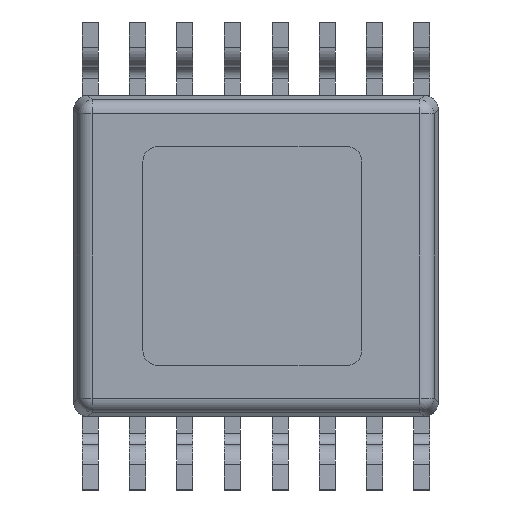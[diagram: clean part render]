
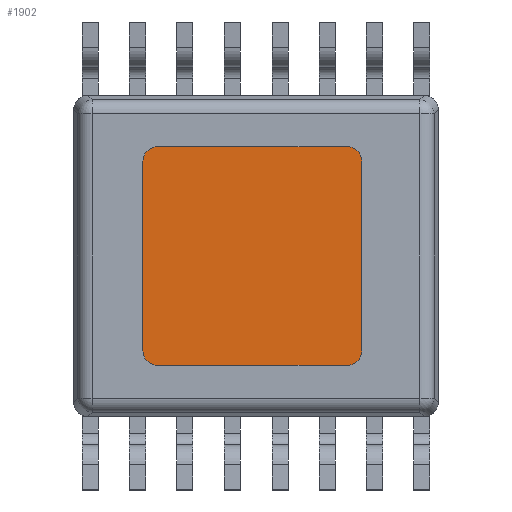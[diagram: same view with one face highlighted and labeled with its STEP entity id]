
A CAD part, front view. The second image highlights one B-rep face of the part: STEP entity #1902.
In plain terms, the highlighted planar face has unit normal (0, -1, 0).
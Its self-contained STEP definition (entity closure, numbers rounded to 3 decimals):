
#846=CARTESIAN_POINT('',(1.25,-0.494,-1.3));
#847=DIRECTION('',(0.,-1.,0.));
#848=DIRECTION('',(0.,0.,-1.));
#849=AXIS2_PLACEMENT_3D('',#846,#847,#848);
#854=DIRECTION('',(1.,0.,0.));
#855=VECTOR('',#854,2.6);
#856=CARTESIAN_POINT('',(-1.35,-0.494,-1.5));
#857=LINE('',#856,#855);
#861=CARTESIAN_POINT('',(-1.35,-0.494,-1.3));
#862=DIRECTION('',(0.,-1.,0.));
#863=DIRECTION('',(-1.,0.,0.));
#864=AXIS2_PLACEMENT_3D('',#861,#862,#863);
#869=DIRECTION('',(0.,0.,-1.));
#870=VECTOR('',#869,2.6);
#871=CARTESIAN_POINT('',(-1.55,-0.494,1.3));
#872=LINE('',#871,#870);
#876=CARTESIAN_POINT('',(-1.35,-0.494,1.3));
#877=DIRECTION('',(0.,-1.,0.));
#878=DIRECTION('',(0.,0.,1.));
#879=AXIS2_PLACEMENT_3D('',#876,#877,#878);
#884=DIRECTION('',(-1.,0.,0.));
#885=VECTOR('',#884,2.6);
#886=CARTESIAN_POINT('',(1.25,-0.494,1.5));
#887=LINE('',#886,#885);
#891=CARTESIAN_POINT('',(1.25,-0.494,1.3));
#892=DIRECTION('',(0.,-1.,0.));
#893=DIRECTION('',(1.,0.,0.));
#894=AXIS2_PLACEMENT_3D('',#891,#892,#893);
#899=DIRECTION('',(0.,0.,1.));
#900=VECTOR('',#899,2.6);
#901=CARTESIAN_POINT('',(1.45,-0.494,-1.3));
#902=LINE('',#901,#900);
#1228=CARTESIAN_POINT('',(1.25,-0.494,-1.5));
#1229=CARTESIAN_POINT('',(1.45,-0.494,-1.3));
#1230=VERTEX_POINT('',#1228);
#1231=VERTEX_POINT('',#1229);
#1232=CARTESIAN_POINT('',(1.45,-0.494,1.3));
#1233=VERTEX_POINT('',#1232);
#1234=CARTESIAN_POINT('',(1.25,-0.494,1.5));
#1235=VERTEX_POINT('',#1234);
#1236=CARTESIAN_POINT('',(-1.35,-0.494,1.5));
#1237=VERTEX_POINT('',#1236);
#1238=CARTESIAN_POINT('',(-1.55,-0.494,1.3));
#1239=VERTEX_POINT('',#1238);
#1240=CARTESIAN_POINT('',(-1.55,-0.494,-1.3));
#1241=VERTEX_POINT('',#1240);
#1242=CARTESIAN_POINT('',(-1.35,-0.494,-1.5));
#1243=VERTEX_POINT('',#1242);
#1887=CARTESIAN_POINT('',(-2.5,-0.494,-2.2));
#1888=DIRECTION('',(0.,-1.,0.));
#1889=DIRECTION('',(-1.,0.,0.));
#1890=AXIS2_PLACEMENT_3D('',#1887,#1888,#1889);
#1891=PLANE('',#1890);
#1892=ORIENTED_EDGE('',*,*,#1783,.F.);
#1893=ORIENTED_EDGE('',*,*,#1798,.F.);
#1894=ORIENTED_EDGE('',*,*,#1812,.F.);
#1895=ORIENTED_EDGE('',*,*,#1826,.F.);
#1896=ORIENTED_EDGE('',*,*,#1840,.F.);
#1897=ORIENTED_EDGE('',*,*,#1854,.F.);
#1898=ORIENTED_EDGE('',*,*,#1868,.F.);
#1899=ORIENTED_EDGE('',*,*,#1881,.F.);
#1900=EDGE_LOOP('',(#1892,#1893,#1894,#1895,#1896,#1897,#1898,#1899));
#1901=FACE_OUTER_BOUND('',#1900,.F.);
#1902=ADVANCED_FACE('',(#1901),#1891,.T.);
#850=CIRCLE('',#849,0.2);
#865=CIRCLE('',#864,0.2);
#880=CIRCLE('',#879,0.2);
#895=CIRCLE('',#894,0.2);
#1783=EDGE_CURVE('',#1230,#1231,#850,.T.);
#1798=EDGE_CURVE('',#1243,#1230,#857,.T.);
#1812=EDGE_CURVE('',#1241,#1243,#865,.T.);
#1826=EDGE_CURVE('',#1239,#1241,#872,.T.);
#1840=EDGE_CURVE('',#1237,#1239,#880,.T.);
#1854=EDGE_CURVE('',#1235,#1237,#887,.T.);
#1868=EDGE_CURVE('',#1233,#1235,#895,.T.);
#1881=EDGE_CURVE('',#1231,#1233,#902,.T.);
